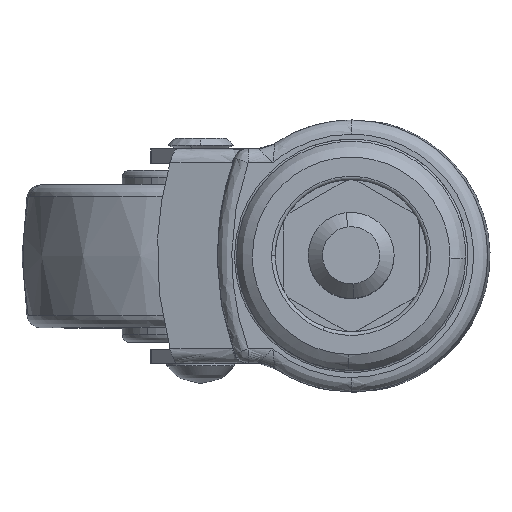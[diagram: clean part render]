
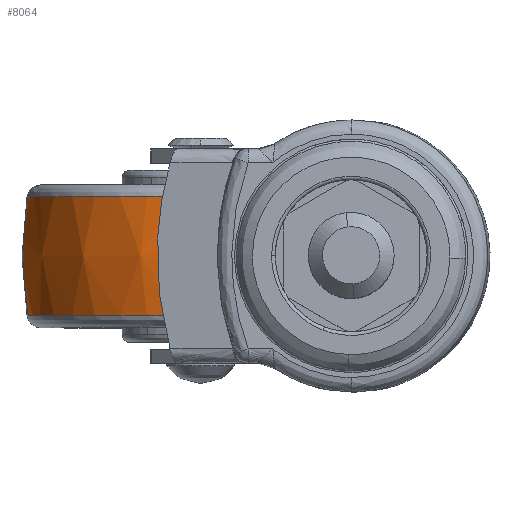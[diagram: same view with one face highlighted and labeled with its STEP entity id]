
A CAD part, top view. The second image highlights one B-rep face of the part: STEP entity #8064.
In plain terms, the highlighted free-form (B-spline) face has degree [2, 2] with [5, 5] control points.
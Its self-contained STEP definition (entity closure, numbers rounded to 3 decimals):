
#7638=CARTESIAN_POINT('',(0.0,-8.333,24.301));
#7639=VERTEX_POINT('',#7638);
#7653=CARTESIAN_POINT('',(-24.138,-8.333,2.806));
#7654=VERTEX_POINT('',#7653);
#7655=CARTESIAN_POINT('',(0.0,-8.333,24.301));
#7656=CARTESIAN_POINT('',(-21.64,-8.333,24.301));
#7657=CARTESIAN_POINT('',(-24.138,-8.333,2.806));
#7665=(BOUNDED_CURVE()B_SPLINE_CURVE(2,(#7655,#7656,#7657),.UNSPECIFIED.,.F.,.U.)B_SPLINE_CURVE_WITH_KNOTS((3,3),(0.5,0.73),.UNSPECIFIED.)CURVE()GEOMETRIC_REPRESENTATION_ITEM()RATIONAL_B_SPLINE_CURVE((1.0,0.731,0.957))REPRESENTATION_ITEM(''));
#7666=EDGE_CURVE('',#7639,#7654,#7665,.T.);
#7733=CARTESIAN_POINT('',(0.0,8.333,24.301));
#7734=VERTEX_POINT('',#7733);
#7797=CARTESIAN_POINT('',(-23.87,8.333,4.553));
#7798=VERTEX_POINT('',#7797);
#7812=CARTESIAN_POINT('',(0.0,8.333,24.301));
#7813=CARTESIAN_POINT('',(-20.103,8.333,24.301));
#7814=CARTESIAN_POINT('',(-23.87,8.333,4.553));
#7822=(BOUNDED_CURVE()B_SPLINE_CURVE(2,(#7812,#7813,#7814),.UNSPECIFIED.,.F.,.U.)B_SPLINE_CURVE_WITH_KNOTS((3,3),(0.5,0.718),.UNSPECIFIED.)CURVE()GEOMETRIC_REPRESENTATION_ITEM()RATIONAL_B_SPLINE_CURVE((1.0,0.745,0.934))REPRESENTATION_ITEM(''));
#7823=EDGE_CURVE('',#7734,#7798,#7822,.T.);
#7866=CARTESIAN_POINT('',(-24.138,8.333,2.806));
#7867=VERTEX_POINT('',#7866);
#7883=CARTESIAN_POINT('',(-23.87,8.333,4.553));
#7884=CARTESIAN_POINT('',(-24.036,8.333,3.685));
#7885=CARTESIAN_POINT('',(-24.138,8.333,2.806));
#7893=(BOUNDED_CURVE()B_SPLINE_CURVE(2,(#7883,#7884,#7885),.UNSPECIFIED.,.F.,.U.)B_SPLINE_CURVE_WITH_KNOTS((3,3),(0.718,0.73),.UNSPECIFIED.)CURVE()GEOMETRIC_REPRESENTATION_ITEM()RATIONAL_B_SPLINE_CURVE((0.934,0.945,0.957))REPRESENTATION_ITEM(''));
#7894=EDGE_CURVE('',#7798,#7867,#7893,.T.);
#7985=CARTESIAN_POINT('',(-24.138,-8.333,2.806));
#7986=CARTESIAN_POINT('',(-24.833,-4.196,2.887));
#7987=CARTESIAN_POINT('',(-24.833,0.,2.887));
#7988=CARTESIAN_POINT('',(-24.833,4.196,2.887));
#7989=CARTESIAN_POINT('',(-24.138,8.333,2.806));
#7997=(BOUNDED_CURVE()B_SPLINE_CURVE(2,(#7985,#7986,#7987,#7988,#7989),.UNSPECIFIED.,.F.,.U.)B_SPLINE_CURVE_WITH_KNOTS((3,2,3),(0.418,0.5,0.582),.UNSPECIFIED.)CURVE()GEOMETRIC_REPRESENTATION_ITEM()RATIONAL_B_SPLINE_CURVE((0.922,0.936,0.957,0.936,0.922))REPRESENTATION_ITEM(''));
#7998=EDGE_CURVE('',#7654,#7867,#7997,.T.);
#8003=CARTESIAN_POINT('',(0.0,-8.333,24.301));
#8004=CARTESIAN_POINT('',(0.0,-4.196,25.));
#8005=CARTESIAN_POINT('',(0.0,0.0,25.0));
#8006=CARTESIAN_POINT('',(0.0,4.196,25.0));
#8007=CARTESIAN_POINT('',(0.0,8.333,24.301));
#8015=(BOUNDED_CURVE()B_SPLINE_CURVE(2,(#8003,#8004,#8005,#8006,#8007),.UNSPECIFIED.,.F.,.U.)B_SPLINE_CURVE_WITH_KNOTS((3,2,3),(0.418,0.5,0.582),.UNSPECIFIED.)CURVE()GEOMETRIC_REPRESENTATION_ITEM()RATIONAL_B_SPLINE_CURVE((0.963,0.978,1.0,0.978,0.963))REPRESENTATION_ITEM(''));
#8016=EDGE_CURVE('',#7639,#7734,#8015,.T.);
#8024=CARTESIAN_POINT('',(0.157,-9.173,24.151));
#8025=CARTESIAN_POINT('',(0.162,-4.626,25.));
#8026=CARTESIAN_POINT('',(0.162,0.0,25.));
#8027=CARTESIAN_POINT('',(0.162,4.626,25.));
#8028=CARTESIAN_POINT('',(0.157,9.173,24.151));
#8029=CARTESIAN_POINT('',(0.078,-9.173,24.151));
#8030=CARTESIAN_POINT('',(0.081,-4.626,25.));
#8031=CARTESIAN_POINT('',(0.081,0.0,25.));
#8032=CARTESIAN_POINT('',(0.081,4.626,25.));
#8033=CARTESIAN_POINT('',(0.078,9.173,24.151));
#8034=CARTESIAN_POINT('',(-21.507,-9.173,24.151));
#8035=CARTESIAN_POINT('',(-22.262,-4.626,25.));
#8036=CARTESIAN_POINT('',(-22.262,0.0,25.));
#8037=CARTESIAN_POINT('',(-22.262,4.626,25.));
#8038=CARTESIAN_POINT('',(-21.507,9.173,24.151));
#8039=CARTESIAN_POINT('',(-23.999,-9.173,2.707));
#8040=CARTESIAN_POINT('',(-24.843,-4.626,2.802));
#8041=CARTESIAN_POINT('',(-24.843,0.0,2.802));
#8042=CARTESIAN_POINT('',(-24.843,4.626,2.802));
#8043=CARTESIAN_POINT('',(-23.999,9.173,2.707));
#8044=CARTESIAN_POINT('',(-24.009,-9.173,2.626));
#8045=CARTESIAN_POINT('',(-24.852,-4.626,2.718));
#8046=CARTESIAN_POINT('',(-24.852,0.0,2.718));
#8047=CARTESIAN_POINT('',(-24.852,4.626,2.718));
#8048=CARTESIAN_POINT('',(-24.009,9.173,2.626));
#8056=(BOUNDED_SURFACE()B_SPLINE_SURFACE(2,2,((#8024,#8029,#8034,#8039,#8044),(#8025,#8030,#8035,#8040,#8045),(#8026,#8031,#8036,#8041,#8046),(#8027,#8032,#8037,#8042,#8047),(#8028,#8033,#8038,#8043,#8048)),.UNSPECIFIED.,.F.,.F.,.U.)B_SPLINE_SURFACE_WITH_KNOTS((3,2,3),(3,1,1,3),(0.0,9.4,18.8),(0.0,0.19,38.256,38.447),.UNSPECIFIED.)GEOMETRIC_REPRESENTATION_ITEM()RATIONAL_B_SPLINE_SURFACE(((0.963,0.962,0.702,0.92,0.921),(0.978,0.977,0.713,0.935,0.936),(1.003,1.001,0.731,0.958,0.959),(0.978,0.977,0.713,0.935,0.936),(0.963,0.962,0.702,0.92,0.921)))REPRESENTATION_ITEM('')SURFACE());
#8057=ORIENTED_EDGE('',*,*,#7666,.F.);
#8058=ORIENTED_EDGE('',*,*,#8016,.T.);
#8059=ORIENTED_EDGE('',*,*,#7823,.T.);
#8060=ORIENTED_EDGE('',*,*,#7894,.T.);
#8061=ORIENTED_EDGE('',*,*,#7998,.F.);
#8062=EDGE_LOOP('',(#8057,#8058,#8059,#8060,#8061));
#8063=FACE_OUTER_BOUND('',#8062,.T.);
#8064=ADVANCED_FACE('',(#8063),#8056,.T.);
